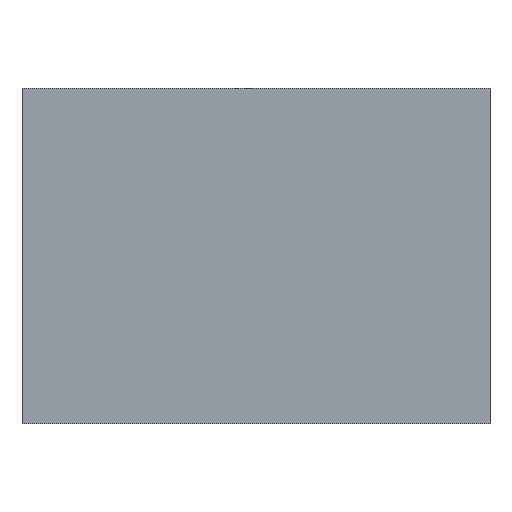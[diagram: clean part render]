
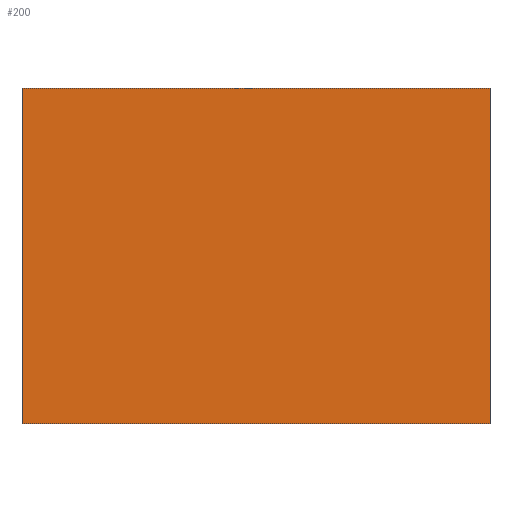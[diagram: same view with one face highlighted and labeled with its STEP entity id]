
A CAD part, front view. The second image highlights one B-rep face of the part: STEP entity #200.
In plain terms, the highlighted planar face has unit normal (0, -1, 0).
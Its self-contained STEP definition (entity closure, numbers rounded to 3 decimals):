
#22=LINE('',#339,#38);
#27=LINE('',#350,#43);
#29=LINE('',#353,#45);
#30=LINE('',#354,#46);
#38=VECTOR('',#285,10.);
#43=VECTOR('',#294,10.);
#45=VECTOR('',#298,10.);
#46=VECTOR('',#299,10.);
#66=FACE_OUTER_BOUND('',#80,.T.);
#80=EDGE_LOOP('',(#167,#168,#169,#170));
#103=VERTEX_POINT('',#332);
#106=VERTEX_POINT('',#337);
#109=VERTEX_POINT('',#347);
#110=VERTEX_POINT('',#349);
#126=EDGE_CURVE('',#106,#103,#22,.T.);
#131=EDGE_CURVE('',#110,#109,#27,.T.);
#133=EDGE_CURVE('',#109,#103,#29,.T.);
#134=EDGE_CURVE('',#106,#110,#30,.T.);
#167=ORIENTED_EDGE('',*,*,#133,.T.);
#168=ORIENTED_EDGE('',*,*,#126,.F.);
#169=ORIENTED_EDGE('',*,*,#134,.T.);
#170=ORIENTED_EDGE('',*,*,#131,.T.);
#188=PLANE('',#243);
#200=ADVANCED_FACE('',(#66),#188,.T.);
#243=AXIS2_PLACEMENT_3D('',#352,#296,#297);
#285=DIRECTION('',(0.,0.,1.));
#294=DIRECTION('',(0.,0.,1.));
#296=DIRECTION('center_axis',(0.,-1.,0.));
#297=DIRECTION('ref_axis',(0.,0.,-1.));
#298=DIRECTION('',(-1.,0.,0.));
#299=DIRECTION('',(1.,0.,0.));
#332=CARTESIAN_POINT('',(-30.,-10.,43.));
#337=CARTESIAN_POINT('',(-30.,-10.,0.));
#339=CARTESIAN_POINT('',(-30.,-10.,0.));
#347=CARTESIAN_POINT('',(30.,-10.,43.));
#349=CARTESIAN_POINT('',(30.,-10.,0.));
#350=CARTESIAN_POINT('',(30.,-10.,0.));
#352=CARTESIAN_POINT('Origin',(30.,-10.,0.));
#353=CARTESIAN_POINT('',(-30.,-10.,43.));
#354=CARTESIAN_POINT('',(-30.,-10.,0.));
